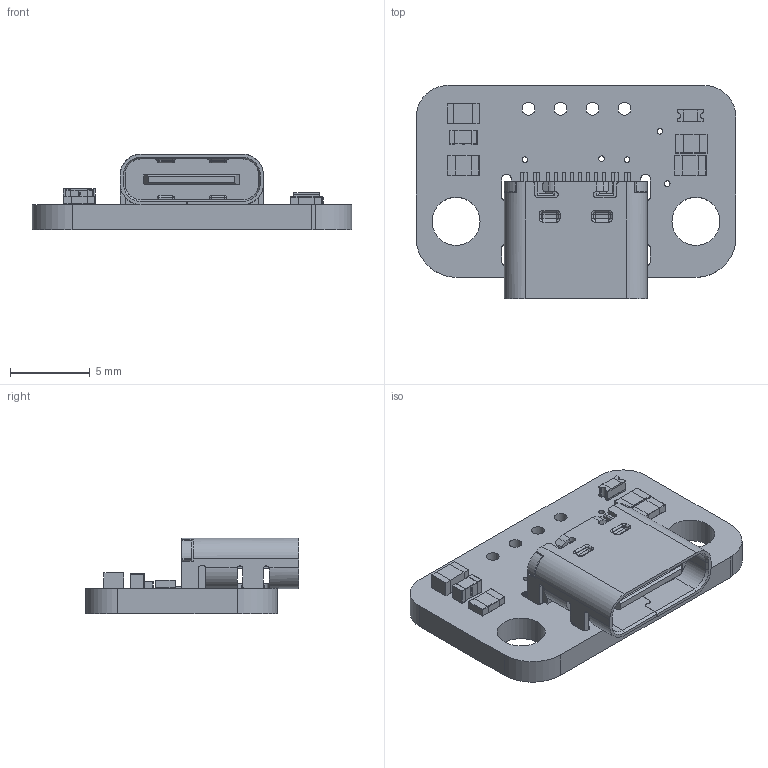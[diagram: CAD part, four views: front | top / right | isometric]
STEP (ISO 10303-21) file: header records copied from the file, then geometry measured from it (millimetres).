
FILE_DESCRIPTION(/* description */ (''),/* implementation_level */ '2;1');
FILE_NAME(/* name */ 'ClockUSBSTP.step',/* time_stamp */ '2021-07-06T15:16:39-05:00',/* author */ (''),/* organization */ (''),/* preprocessor_version */ 'ST-DEVELOPER v18.1',/* originating_system */ 'Autodesk Translation Framework v10.9.0.1377',/* authorisation */ '');
FILE_SCHEMA (('AUTOMOTIVE_DESIGN { 1 0 10303 214 3 1 1 }'));
Length unit declared in the file: millimetre
Products named in the file (22): ClockUSB; Board; Packages; C0603; C0603 (1); R0603; core; Pad; R0603 (1); core (1); Pad (1); R0603 (2); WE-CBA_0603(W=2.2); 080504; Lötende; SE_SMALL_FACESILK; USBC; 24629368; ConPins; PcbPins; Mold; Frame
Assembly tree (24 placements, depth 5):
  ClockUSB
    Board
    Packages
      C0603
      C0603 (1)
      R0603
        core
        Pad  x2
      R0603 (1)
        core (1)
        Pad (1)  x2
      R0603 (2)
      WE-CBA_0603(W=2.2)
        080504
        Lötende  x2
      SE_SMALL_FACESILK
      USBC
        24629368
          ConPins
          PcbPins
          Mold
          Frame
Bounding box: 20 x 13.33 x 4.73 mm (x, y, z)
Volume: 445.1 mm3; surface area: 1200.5 mm2
Topology: 20 solids, 20 shells, 1205 faces, 3172 edges, 1942 vertices
Faces by surface type: plane 820, cylinder 281, sphere 72, torus 26, cone 6
Full cylindrical faces by diameter (mm): 0.35 x7, 0.5 x2, 0.8 x4, 3 x2
Entity records: 35775 total; most frequent: CARTESIAN_POINT 6336, ORIENTED_EDGE 5984, DIRECTION 5928, EDGE_CURVE 2992, LINE 2408, VECTOR 2408, VERTEX_POINT 1882, AXIS2_PLACEMENT_3D 1760
